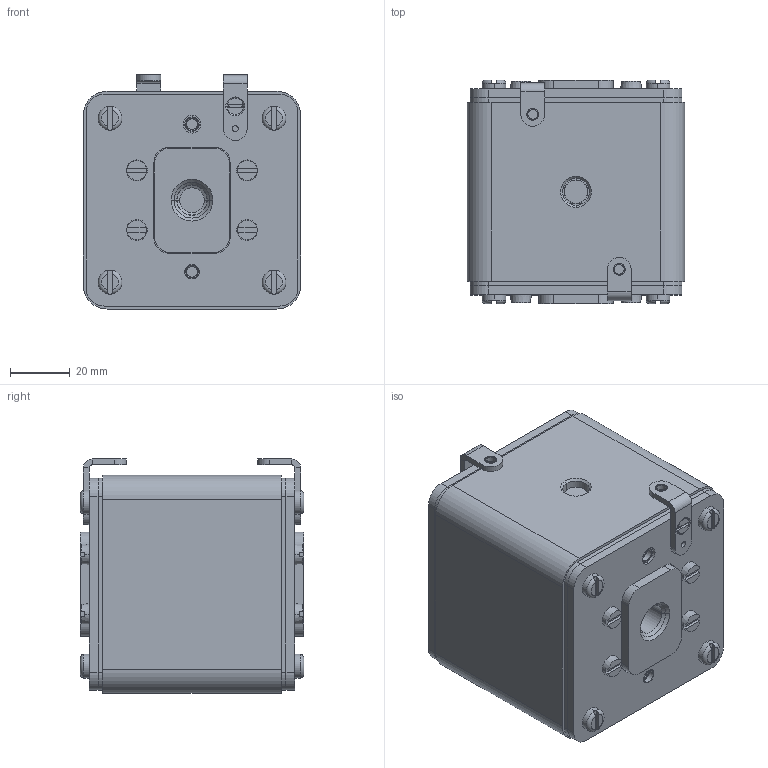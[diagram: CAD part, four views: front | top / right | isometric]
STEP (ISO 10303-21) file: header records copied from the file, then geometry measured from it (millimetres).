
FILE_DESCRIPTION((''),'2;1');
FILE_NAME('004305626_ASM','2021-11-10T',('said.beganovic'),('Audax d.o.o.'),'CREO PARAMETRIC BY PTC INC, 2017020','CREO PARAMETRIC BY PTC INC, 2017020','');
FILE_SCHEMA(('AUTOMOTIVE_DESIGN { 1 0 10303 214 1 1 1 1 }'));
Length unit declared in the file: millimetre
Products named in the file (11): 0000029789; 0000029777; 0000030688; 0000037869; 0000011599; 0000037876; 0000015360; 0000037877; 0000037871; 0000037881; 004305626_ASM
Assembly tree (32 placements, depth 2):
  004305626_ASM
    0000029789
    0000029777  x2
    0000030688  x2
    0000037869  x2
    0000011599  x4
    0000037876  x8
    0000015360  x8
    0000037877
    0000037871  x2
    0000037881  x2
Bounding box: 73 x 75 x 78.5 mm (x, y, z)
Volume: 380697.6 mm3; surface area: 89772.4 mm2
Topology: 32 solids, 64 shells, 1033 faces, 2464 edges, 1550 vertices
Faces by surface type: cylinder 453, plane 320, cone 168, torus 92
Entity records: 24751 total; most frequent: CARTESIAN_POINT 2999, DIRECTION 2796, ORIENTED_EDGE 2264, PRESENTATION_STYLE_ASSIGNMENT 1625, STYLED_ITEM 1574, CURVE_STYLE 1166, EDGE_CURVE 1166, AXIS2_PLACEMENT_3D 1130
